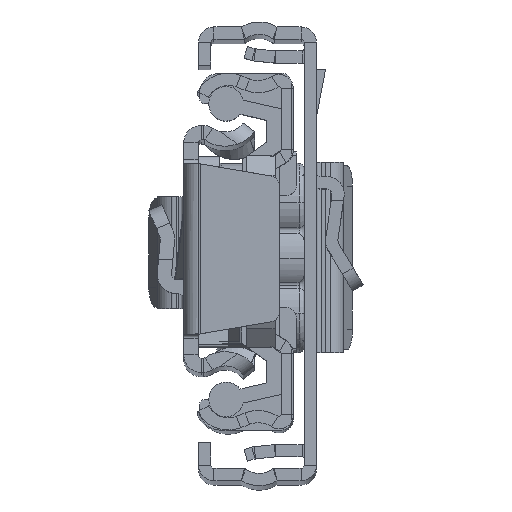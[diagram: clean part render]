
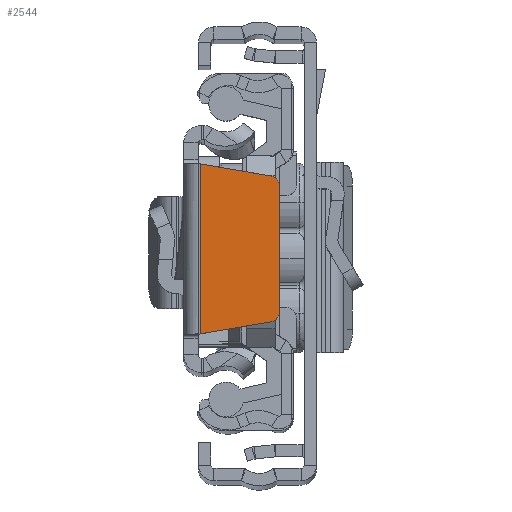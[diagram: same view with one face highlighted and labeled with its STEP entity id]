
A CAD part, top view. The second image highlights one B-rep face of the part: STEP entity #2544.
In plain terms, the highlighted planar face has unit normal (0, 0, 1).
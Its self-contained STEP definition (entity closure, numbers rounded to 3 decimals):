
#200 = ORIENTED_EDGE ( 'NONE', *, *, #5475, .T. ) ;
#451 = CARTESIAN_POINT ( 'NONE',  ( 9.4, -6.156, 0. ) ) ;
#526 = FACE_OUTER_BOUND ( 'NONE', #8082, .T. ) ;
#734 = PLANE ( 'NONE',  #11307 ) ;
#1140 = LINE ( 'NONE', #2662, #20612 ) ;
#2161 = EDGE_CURVE ( 'NONE', #10745, #10559, #8834, .T. ) ;
#2544 = ADVANCED_FACE ( 'NONE', ( #526 ), #734, .F. ) ;
#2662 = CARTESIAN_POINT ( 'NONE',  ( 1.5, 8.35, 0. ) ) ;
#3020 = LINE ( 'NONE', #8234, #17484 ) ;
#3460 = ORIENTED_EDGE ( 'NONE', *, *, #2161, .T. ) ;
#3910 = CARTESIAN_POINT ( 'NONE',  ( 1.6, 8.333, 0. ) ) ;
#4338 = CARTESIAN_POINT ( 'NONE',  ( 8.4, 6.156, 0. ) ) ;
#4783 = CARTESIAN_POINT ( 'NONE',  ( 8.568, -7.142, 0. ) ) ;
#5103 = DIRECTION ( 'NONE',  ( 0.986, 0.168, 0. ) ) ;
#5363 = VECTOR ( 'NONE', #16151, 1000. ) ;
#5475 = EDGE_CURVE ( 'NONE', #10559, #10933, #9527, .T. ) ;
#5755 = DIRECTION ( 'NONE',  ( 1., 0., 0. ) ) ;
#6075 = DIRECTION ( 'NONE',  ( 1., 0., 0. ) ) ;
#6171 = ORIENTED_EDGE ( 'NONE', *, *, #17311, .T. ) ;
#6531 = CARTESIAN_POINT ( 'NONE',  ( 8.568, 7.142, 0. ) ) ;
#7093 = AXIS2_PLACEMENT_3D ( 'NONE', #7173, #12082, #5755 ) ;
#7173 = CARTESIAN_POINT ( 'NONE',  ( 8.4, -6.156, 0. ) ) ;
#7256 = DIRECTION ( 'NONE',  ( 1., 0., 0. ) ) ;
#7986 = CIRCLE ( 'NONE', #12838, 1. ) ;
#8067 = VERTEX_POINT ( 'NONE', #6531 ) ;
#8082 = EDGE_LOOP ( 'NONE', ( #9724, #6171, #3460, #200, #11797, #12786 ) ) ;
#8234 = CARTESIAN_POINT ( 'NONE',  ( 1.6, -8.333, 0. ) ) ;
#8834 = CIRCLE ( 'NONE', #7093, 1. ) ;
#9527 = LINE ( 'NONE', #20604, #5363 ) ;
#9724 = ORIENTED_EDGE ( 'NONE', *, *, #17574, .T. ) ;
#10435 = DIRECTION ( 'NONE',  ( 0., 0., -1. ) ) ;
#10559 = VERTEX_POINT ( 'NONE', #451 ) ;
#10745 = VERTEX_POINT ( 'NONE', #17597 ) ;
#10933 = VERTEX_POINT ( 'NONE', #21248 ) ;
#11307 = AXIS2_PLACEMENT_3D ( 'NONE', #13667, #10435, #7256 ) ;
#11797 = ORIENTED_EDGE ( 'NONE', *, *, #15499, .T. ) ;
#12082 = DIRECTION ( 'NONE',  ( 0., 0., 1. ) ) ;
#12786 = ORIENTED_EDGE ( 'NONE', *, *, #17853, .T. ) ;
#12804 = VERTEX_POINT ( 'NONE', #18915 ) ;
#12838 = AXIS2_PLACEMENT_3D ( 'NONE', #4338, #15967, #6075 ) ;
#13358 = LINE ( 'NONE', #4783, #16431 ) ;
#13667 = CARTESIAN_POINT ( 'NONE',  ( 8.4, 6.156, 0. ) ) ;
#14185 = DIRECTION ( 'NONE',  ( -0.986, 0.168, 0. ) ) ;
#15076 = DIRECTION ( 'NONE',  ( 0., -1., 0. ) ) ;
#15499 = EDGE_CURVE ( 'NONE', #10933, #8067, #7986, .T. ) ;
#15967 = DIRECTION ( 'NONE',  ( 0., 0., 1. ) ) ;
#16151 = DIRECTION ( 'NONE',  ( 0., 1., 0. ) ) ;
#16431 = VECTOR ( 'NONE', #5103, 1000. ) ;
#17311 = EDGE_CURVE ( 'NONE', #12804, #10745, #13358, .T. ) ;
#17484 = VECTOR ( 'NONE', #15076, 1000. ) ;
#17574 = EDGE_CURVE ( 'NONE', #18838, #12804, #3020, .T. ) ;
#17597 = CARTESIAN_POINT ( 'NONE',  ( 8.568, -7.142, 0. ) ) ;
#17853 = EDGE_CURVE ( 'NONE', #8067, #18838, #1140, .T. ) ;
#18838 = VERTEX_POINT ( 'NONE', #3910 ) ;
#18915 = CARTESIAN_POINT ( 'NONE',  ( 1.6, -8.333, 0. ) ) ;
#20604 = CARTESIAN_POINT ( 'NONE',  ( 9.4, 6.156, 0. ) ) ;
#20612 = VECTOR ( 'NONE', #14185, 1000. ) ;
#21248 = CARTESIAN_POINT ( 'NONE',  ( 9.4, 6.156, 0. ) ) ;
